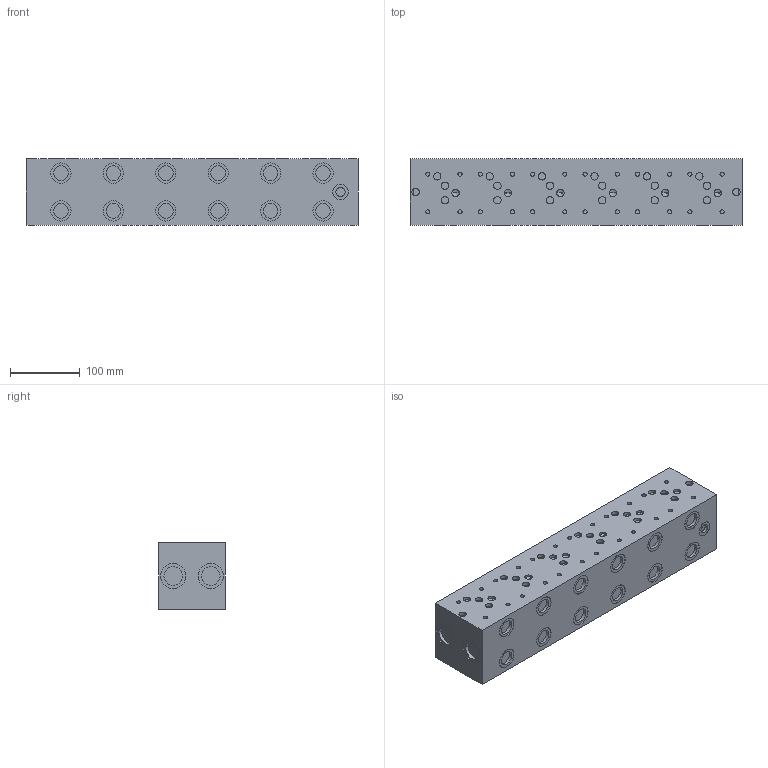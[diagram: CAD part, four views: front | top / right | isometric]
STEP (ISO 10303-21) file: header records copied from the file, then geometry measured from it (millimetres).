
FILE_DESCRIPTION( ( 'STEP AP214' ), '1' );
FILE_NAME( 'tmp0.step', '2010-03-06T11:00:38', ( ' ' ), ( ' ' ), 'XStep 1.0', ' ', ' ' );
FILE_SCHEMA( ( 'automotive_design' ) );
Length unit declared in the file: millimetre
Products named in the file (1): 1
Bounding box: 475 x 95 x 95 mm (x, y, z)
Volume: 4237053.5 mm3; surface area: 211986.2 mm2
Topology: 1 solids, 1 shells, 274 faces, 576 edges, 374 vertices
Faces by surface type: cylinder 172, plane 90, cone 12
Entity records: 14327 total; most frequent: DIRECTION 1466, STYLED_ITEM 1213, PRESENTATION_STYLE_ASSIGNMENT 1213, CARTESIAN_POINT 1213, COLOUR_RGB 1213, ORIENTED_EDGE 1128, AXIS2_PLACEMENT_3D 627, EDGE_CURVE 564
